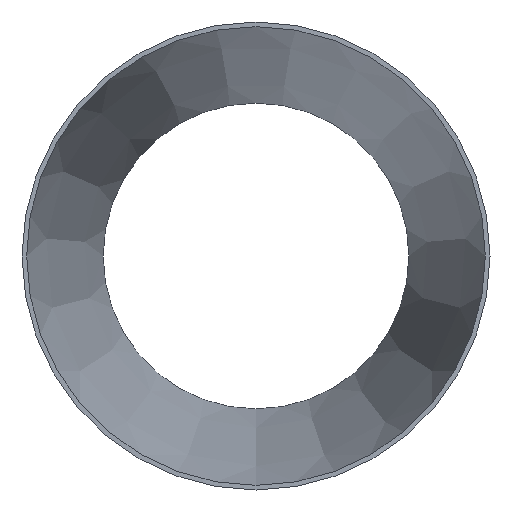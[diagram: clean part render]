
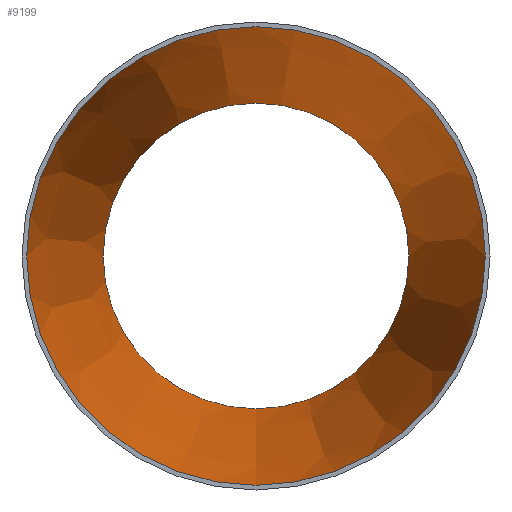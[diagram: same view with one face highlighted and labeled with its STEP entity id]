
A CAD part, front view. The second image highlights one B-rep face of the part: STEP entity #9199.
In plain terms, the highlighted conical face has half-angle 9.462 degrees and reference radius 149.959 mm.
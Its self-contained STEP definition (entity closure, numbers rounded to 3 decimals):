
#454 = FACE_BOUND ( 'NONE', #15904, .T. ) ;
#1156 = ORIENTED_EDGE ( 'NONE', *, *, #10937, .F. ) ;
#3624 = AXIS2_PLACEMENT_3D ( 'NONE', #19802, #12880, #13044 ) ;
#3971 = VERTEX_POINT ( 'NONE', #13797 ) ;
#4132 = VERTEX_POINT ( 'NONE', #6547 ) ;
#4775 = EDGE_CURVE ( 'NONE', #3971, #3971, #17425, .T. ) ;
#6547 = CARTESIAN_POINT ( 'NONE',  ( 0., 300., -99.959 ) ) ;
#9199 = ADVANCED_FACE ( 'NONE', ( #454, #30107 ), #25733, .F. ) ;
#9949 = CARTESIAN_POINT ( 'NONE',  ( 0., 0., 0. ) ) ;
#10937 = EDGE_CURVE ( 'NONE', #4132, #4132, #18532, .T. ) ;
#11616 = ORIENTED_EDGE ( 'NONE', *, *, #4775, .T. ) ;
#12880 = DIRECTION ( 'NONE',  ( 0., -1., 0. ) ) ;
#13044 = DIRECTION ( 'NONE',  ( 0., 0., -1. ) ) ;
#13797 = CARTESIAN_POINT ( 'NONE',  ( 0., 0., -149.959 ) ) ;
#15904 = EDGE_LOOP ( 'NONE', ( #1156 ) ) ;
#16413 = AXIS2_PLACEMENT_3D ( 'NONE', #9949, #27161, #19756 ) ;
#17425 = CIRCLE ( 'NONE', #16413, 149.959 ) ;
#18403 = DIRECTION ( 'NONE',  ( 0., 0., -1. ) ) ;
#18532 = CIRCLE ( 'NONE', #23162, 99.959 ) ;
#19756 = DIRECTION ( 'NONE',  ( 0., 0., -1. ) ) ;
#19802 = CARTESIAN_POINT ( 'NONE',  ( 0., 0., 0. ) ) ;
#20658 = DIRECTION ( 'NONE',  ( 0., -1., 0. ) ) ;
#23162 = AXIS2_PLACEMENT_3D ( 'NONE', #25658, #20658, #18403 ) ;
#25658 = CARTESIAN_POINT ( 'NONE',  ( 0., 300., 0. ) ) ;
#25733 = CONICAL_SURFACE ( 'NONE', #3624, 149.959, 0.165 ) ;
#27003 = EDGE_LOOP ( 'NONE', ( #11616 ) ) ;
#27161 = DIRECTION ( 'NONE',  ( 0., -1., 0. ) ) ;
#30107 = FACE_OUTER_BOUND ( 'NONE', #27003, .T. ) ;
